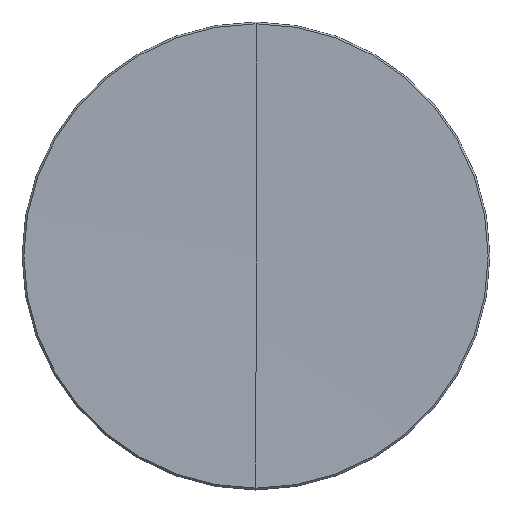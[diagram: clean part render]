
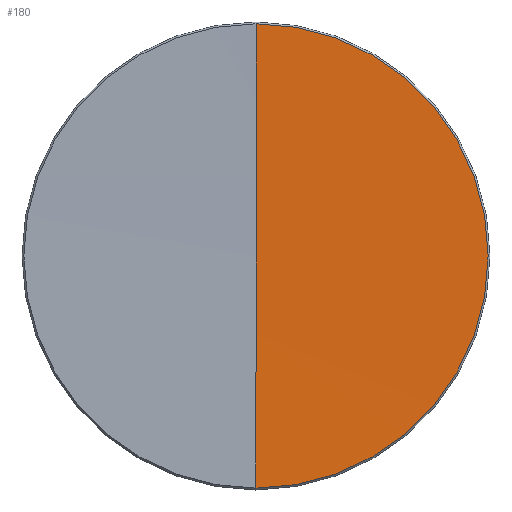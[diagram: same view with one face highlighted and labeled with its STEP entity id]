
A CAD part, top view. The second image highlights one B-rep face of the part: STEP entity #180.
In plain terms, the highlighted spherical face has radius 1580.24 mm.
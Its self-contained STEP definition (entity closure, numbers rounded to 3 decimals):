
#5 = EDGE_CURVE ( 'NONE', #118, #88, #39, .T. ) ;
#10 = ORIENTED_EDGE ( 'NONE', *, *, #327, .T. ) ;
#18 = AXIS2_PLACEMENT_3D ( 'NONE', #20, #99, #174 ) ;
#20 = CARTESIAN_POINT ( 'NONE',  ( 0., 0., 1597.336 ) ) ;
#25 = AXIS2_PLACEMENT_3D ( 'NONE', #36, #50, #227 ) ;
#29 = AXIS2_PLACEMENT_3D ( 'NONE', #98, #125, #175 ) ;
#36 = CARTESIAN_POINT ( 'NONE',  ( 0., 0., 1597.336 ) ) ;
#39 = CIRCLE ( 'NONE', #25, 1580.24 ) ;
#42 = EDGE_CURVE ( 'NONE', #88, #240, #316, .T. ) ;
#50 = DIRECTION ( 'NONE',  ( -1., 0., 0. ) ) ;
#51 = FACE_OUTER_BOUND ( 'NONE', #148, .T. ) ;
#59 = DIRECTION ( 'NONE',  ( -1., 0., 0. ) ) ;
#66 = AXIS2_PLACEMENT_3D ( 'NONE', #85, #59, #254 ) ;
#83 = CIRCLE ( 'NONE', #226, 25.203 ) ;
#85 = CARTESIAN_POINT ( 'NONE',  ( 0., 0., 1597.336 ) ) ;
#88 = VERTEX_POINT ( 'NONE', #171 ) ;
#98 = CARTESIAN_POINT ( 'NONE',  ( 0., 0., 17.297 ) ) ;
#99 = DIRECTION ( 'NONE',  ( 1., 0., 0. ) ) ;
#115 = EDGE_CURVE ( 'NONE', #118, #143, #144, .T. ) ;
#118 = VERTEX_POINT ( 'NONE', #200 ) ;
#125 = DIRECTION ( 'NONE',  ( 0., 0., 1. ) ) ;
#143 = VERTEX_POINT ( 'NONE', #159 ) ;
#144 = CIRCLE ( 'NONE', #18, 1580.24 ) ;
#148 = EDGE_LOOP ( 'NONE', ( #165, #315, #167, #10 ) ) ;
#159 = CARTESIAN_POINT ( 'NONE',  ( 0., 25.203, 17.297 ) ) ;
#165 = ORIENTED_EDGE ( 'NONE', *, *, #115, .F. ) ;
#167 = ORIENTED_EDGE ( 'NONE', *, *, #42, .T. ) ;
#171 = CARTESIAN_POINT ( 'NONE',  ( 0., -25.203, 17.297 ) ) ;
#174 = DIRECTION ( 'NONE',  ( 0., 0., -1. ) ) ;
#175 = DIRECTION ( 'NONE',  ( 1., 0., 0. ) ) ;
#180 = ADVANCED_FACE ( 'NONE', ( #51 ), #312, .F. ) ;
#200 = CARTESIAN_POINT ( 'NONE',  ( 0., 0., 17.096 ) ) ;
#203 = CARTESIAN_POINT ( 'NONE',  ( 25.203, 0., 17.297 ) ) ;
#226 = AXIS2_PLACEMENT_3D ( 'NONE', #258, #313, #291 ) ;
#227 = DIRECTION ( 'NONE',  ( 0., -1., 0. ) ) ;
#240 = VERTEX_POINT ( 'NONE', #203 ) ;
#254 = DIRECTION ( 'NONE',  ( 0., 1., 0. ) ) ;
#258 = CARTESIAN_POINT ( 'NONE',  ( 0., 0., 17.297 ) ) ;
#291 = DIRECTION ( 'NONE',  ( 1., 0., 0. ) ) ;
#312 = SPHERICAL_SURFACE ( 'NONE', #66, 1580.24 ) ;
#313 = DIRECTION ( 'NONE',  ( 0., 0., 1. ) ) ;
#315 = ORIENTED_EDGE ( 'NONE', *, *, #5, .T. ) ;
#316 = CIRCLE ( 'NONE', #29, 25.203 ) ;
#327 = EDGE_CURVE ( 'NONE', #240, #143, #83, .T. ) ;
